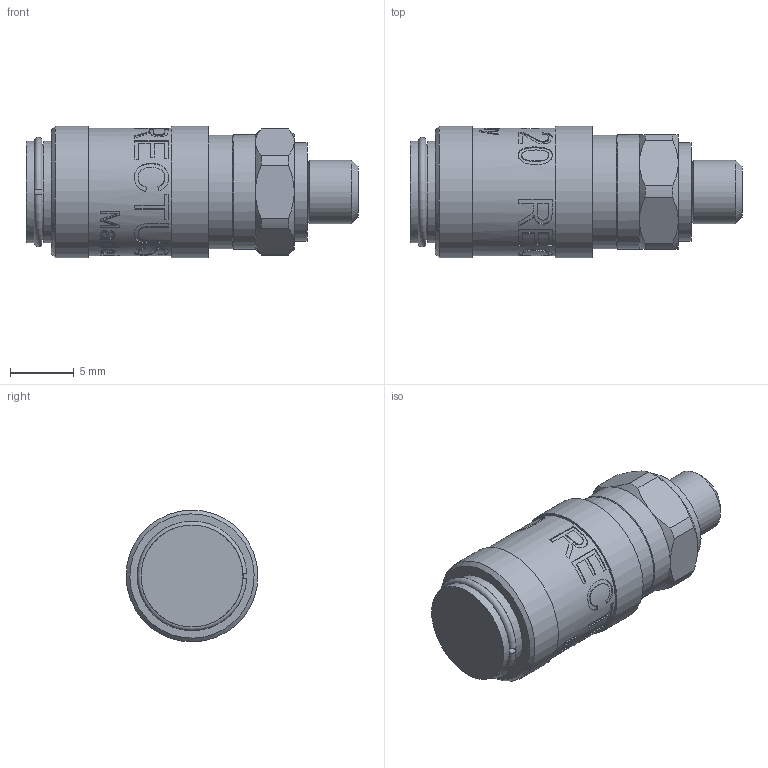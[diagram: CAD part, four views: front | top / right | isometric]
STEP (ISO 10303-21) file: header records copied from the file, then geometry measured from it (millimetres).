
FILE_DESCRIPTION((''),'2;1');
FILE_NAME('20kaam05mpx.stp','2012-09-20T07:01:55',('IA176480'),(''),'Autodesk Inventor 2011','Autodesk Inventor 2011','');
FILE_SCHEMA(('AUTOMOTIVE_DESIGN { 1 0 10303 214 1 1 1 1 }'));
Length unit declared in the file: millimetre
Products named in the file (1): D104293
Bounding box: 26.05 x 10.35 x 10.35 mm (x, y, z)
Volume: 1511.2 mm3; surface area: 1856 mm2
Topology: 2 solids, 4 shells, 451 faces, 1169 edges, 770 vertices
Faces by surface type: bspline 184, plane 167, cylinder 67, cone 27, torus 6
Full cylindrical faces by diameter (mm): 5 x1, 6.8 x1, 7.3 x1, 7.4 x1, 7.46 x1, 7.7 x1, 7.8 x2, 8 x3, 8.1 x1, 8.15 x2, 8.9 x1, 9 x1, 9.15 x1, 9.2 x1, 10 x1, 10.35 x2
Entity records: 61078 total; most frequent: CARTESIAN_POINT 51269, ORIENTED_EDGE 2232, DIRECTION 1277, EDGE_CURVE 1116, VERTEX_POINT 757, EDGE_LOOP 543, B_SPLINE_CURVE_WITH_KNOTS 513, FACE_OUTER_BOUND 451
